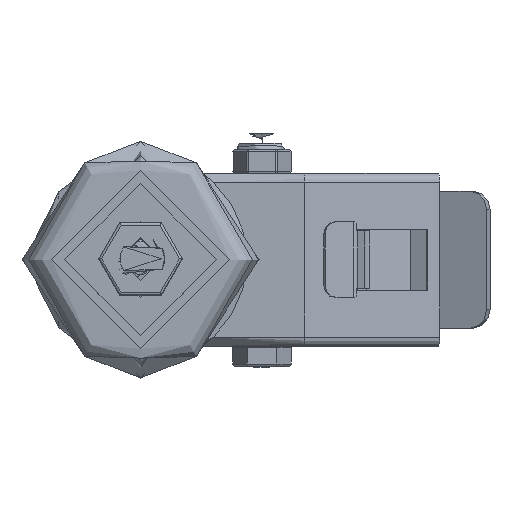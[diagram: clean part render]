
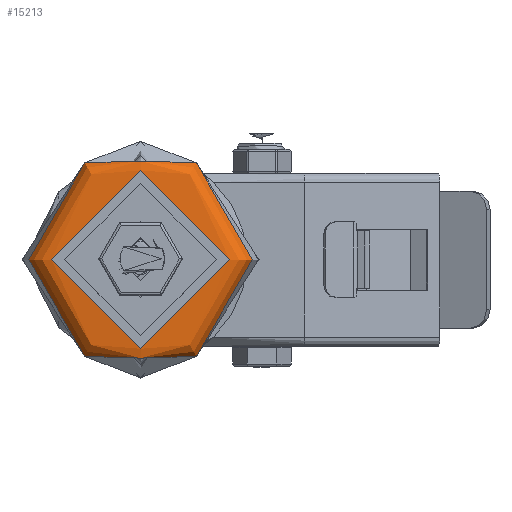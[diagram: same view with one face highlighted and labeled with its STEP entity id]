
A CAD part, top view. The second image highlights one B-rep face of the part: STEP entity #15213.
In plain terms, the highlighted toroidal (fillet/blend) face has major radius 29.34 mm and minor radius 8 mm.
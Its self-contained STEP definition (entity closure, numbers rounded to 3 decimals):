
#4241=FACE_OUTER_BOUND('',#5142,.T.);
#5142=EDGE_LOOP('',(#10640,#10641,#10642,#10643,#10644));
#6191=CIRCLE('',#16452,36.765);
#6192=CIRCLE('',#16453,36.765);
#6193=CIRCLE('',#16455,29.34);
#6194=CIRCLE('',#16456,8.);
#6732=VERTEX_POINT('',#22383);
#6733=VERTEX_POINT('',#22385);
#6734=VERTEX_POINT('',#22389);
#8258=EDGE_CURVE('',#6733,#6732,#6191,.T.);
#8259=EDGE_CURVE('',#6732,#6733,#6192,.T.);
#8260=EDGE_CURVE('',#6734,#6734,#6193,.T.);
#8261=EDGE_CURVE('',#6734,#6733,#6194,.T.);
#10640=ORIENTED_EDGE('',*,*,#8260,.T.);
#10641=ORIENTED_EDGE('',*,*,#8261,.T.);
#10642=ORIENTED_EDGE('',*,*,#8258,.T.);
#10643=ORIENTED_EDGE('',*,*,#8259,.T.);
#10644=ORIENTED_EDGE('',*,*,#8261,.F.);
#15177=TOROIDAL_SURFACE('',#16454,29.34,8.);
#15213=ADVANCED_FACE('',(#4241),#15177,.T.);
#16452=AXIS2_PLACEMENT_3D('',#22386,#18061,#18062);
#16453=AXIS2_PLACEMENT_3D('',#22387,#18063,#18064);
#16454=AXIS2_PLACEMENT_3D('',#22388,#18065,#18066);
#16455=AXIS2_PLACEMENT_3D('',#22390,#18067,#18068);
#16456=AXIS2_PLACEMENT_3D('',#22391,#18069,#18070);
#18061=DIRECTION('center_axis',(0.,0.,1.));
#18062=DIRECTION('ref_axis',(-1.,0.,0.));
#18063=DIRECTION('center_axis',(0.,0.,1.));
#18064=DIRECTION('ref_axis',(-1.,0.,0.));
#18065=DIRECTION('center_axis',(0.,0.,1.));
#18066=DIRECTION('ref_axis',(1.,0.,0.));
#18067=DIRECTION('center_axis',(0.,0.,-1.));
#18068=DIRECTION('ref_axis',(-1.,0.,0.));
#18069=DIRECTION('center_axis',(0.,-1.,0.));
#18070=DIRECTION('ref_axis',(-1.,0.,0.));
#22383=CARTESIAN_POINT('',(36.765,0.,-5.02));
#22385=CARTESIAN_POINT('',(-36.765,0.,-5.02));
#22386=CARTESIAN_POINT('Origin',(0.,0.,-5.02));
#22387=CARTESIAN_POINT('Origin',(0.,0.,-5.02));
#22388=CARTESIAN_POINT('Origin',(0.,0.,-8.));
#22389=CARTESIAN_POINT('',(-29.34,0.,0.));
#22390=CARTESIAN_POINT('Origin',(0.,0.,0.));
#22391=CARTESIAN_POINT('Origin',(-29.34,0.,
-8.));
